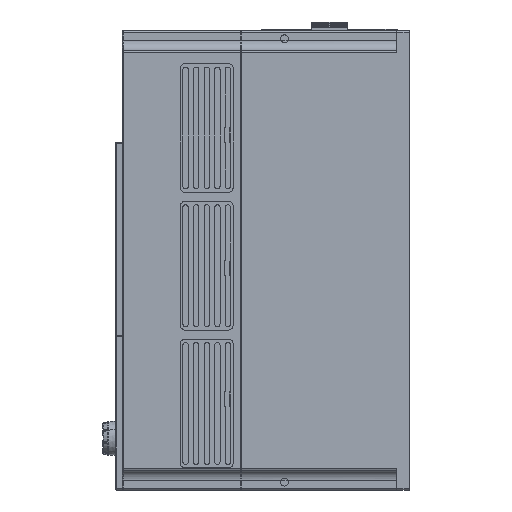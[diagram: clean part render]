
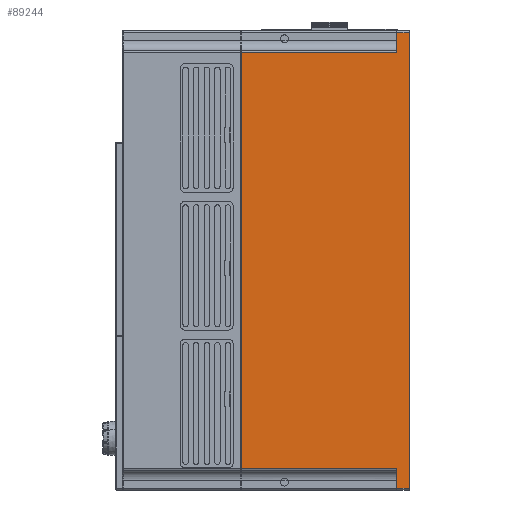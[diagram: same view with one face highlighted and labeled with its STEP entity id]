
A CAD part, left-side view. The second image highlights one B-rep face of the part: STEP entity #89244.
In plain terms, the highlighted planar face has unit normal (-1, 0, 0).
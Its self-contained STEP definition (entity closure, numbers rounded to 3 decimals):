
#3639 = VECTOR ( 'NONE', #116341, 1000. ) ;
#7255 = LINE ( 'NONE', #149539, #52033 ) ;
#8814 = VERTEX_POINT ( 'NONE', #89039 ) ;
#9689 = ORIENTED_EDGE ( 'NONE', *, *, #64864, .F. ) ;
#9768 = LINE ( 'NONE', #113690, #65894 ) ;
#12434 = LINE ( 'NONE', #53259, #3639 ) ;
#12645 = CARTESIAN_POINT ( 'NONE',  ( -80.75, 16.5, 118. ) ) ;
#14862 = LINE ( 'NONE', #147687, #88099 ) ;
#14863 = VERTEX_POINT ( 'NONE', #12645 ) ;
#15816 = VERTEX_POINT ( 'NONE', #67536 ) ;
#16332 = VERTEX_POINT ( 'NONE', #137095 ) ;
#21081 = VECTOR ( 'NONE', #66977, 1000. ) ;
#30137 = CARTESIAN_POINT ( 'NONE',  ( -80.75, -71.5, 129. ) ) ;
#31787 = EDGE_LOOP ( 'NONE', ( #86827, #63911, #98072, #101073, #120102, #90828, #44946, #9689 ) ) ;
#35365 = DIRECTION ( 'NONE',  ( 0., -1., 0. ) ) ;
#36995 = EDGE_CURVE ( 'NONE', #14863, #16332, #14862, .T. ) ;
#41709 = CARTESIAN_POINT ( 'NONE',  ( -80.75, -78.7, 129. ) ) ;
#44946 = ORIENTED_EDGE ( 'NONE', *, *, #164345, .F. ) ;
#46626 = EDGE_CURVE ( 'NONE', #147769, #16332, #9768, .T. ) ;
#47483 = CARTESIAN_POINT ( 'NONE',  ( -80.75, -78.7, -129. ) ) ;
#50207 = DIRECTION ( 'NONE',  ( 0., 0., -1. ) ) ;
#52033 = VECTOR ( 'NONE', #35365, 1000. ) ;
#53259 = CARTESIAN_POINT ( 'NONE',  ( -80.75, -71.5, -118. ) ) ;
#58812 = VERTEX_POINT ( 'NONE', #47483 ) ;
#63911 = ORIENTED_EDGE ( 'NONE', *, *, #36995, .F. ) ;
#64864 = EDGE_CURVE ( 'NONE', #147769, #129380, #7255, .T. ) ;
#65894 = VECTOR ( 'NONE', #165643, 1000. ) ;
#66721 = CARTESIAN_POINT ( 'NONE',  ( -80.75, -78.7, 129. ) ) ;
#66977 = DIRECTION ( 'NONE',  ( 0., 0., 1. ) ) ;
#67536 = CARTESIAN_POINT ( 'NONE',  ( -80.75, -71.5, -129. ) ) ;
#69472 = LINE ( 'NONE', #121454, #21081 ) ;
#69979 = CARTESIAN_POINT ( 'NONE',  ( -80.75, 0., -130. ) ) ;
#75760 = LINE ( 'NONE', #127720, #91841 ) ;
#81853 = CARTESIAN_POINT ( 'NONE',  ( -80.75, -71.5, -118. ) ) ;
#83595 = DIRECTION ( 'NONE',  ( -1., 0., 0. ) ) ;
#86827 = ORIENTED_EDGE ( 'NONE', *, *, #46626, .T. ) ;
#88099 = VECTOR ( 'NONE', #133207, 1000. ) ;
#89039 = CARTESIAN_POINT ( 'NONE',  ( -80.75, 16.5, -118. ) ) ;
#89244 = ADVANCED_FACE ( 'NONE', ( #120287 ), #119452, .T. ) ;
#90828 = ORIENTED_EDGE ( 'NONE', *, *, #123432, .T. ) ;
#91841 = VECTOR ( 'NONE', #50207, 1000. ) ;
#93623 = DIRECTION ( 'NONE',  ( 0., 0., -1. ) ) ;
#97041 = EDGE_CURVE ( 'NONE', #137499, #8814, #12434, .T. ) ;
#97238 = DIRECTION ( 'NONE',  ( 0., 0., 1. ) ) ;
#98072 = ORIENTED_EDGE ( 'NONE', *, *, #168146, .F. ) ;
#100055 = EDGE_CURVE ( 'NONE', #137499, #15816, #75760, .T. ) ;
#101073 = ORIENTED_EDGE ( 'NONE', *, *, #97041, .F. ) ;
#105646 = CARTESIAN_POINT ( 'NONE',  ( -80.75, -71.5, -129. ) ) ;
#113690 = CARTESIAN_POINT ( 'NONE',  ( -80.75, -71.5, 129. ) ) ;
#116341 = DIRECTION ( 'NONE',  ( 0., 1., 0. ) ) ;
#117560 = DIRECTION ( 'NONE',  ( 0., -1., 0. ) ) ;
#119452 = PLANE ( 'NONE',  #146563 ) ;
#120102 = ORIENTED_EDGE ( 'NONE', *, *, #100055, .T. ) ;
#120287 = FACE_OUTER_BOUND ( 'NONE', #31787, .T. ) ;
#121454 = CARTESIAN_POINT ( 'NONE',  ( -80.75, 16.5, -118. ) ) ;
#121840 = VECTOR ( 'NONE', #93623, 1000. ) ;
#123432 = EDGE_CURVE ( 'NONE', #15816, #58812, #144815, .T. ) ;
#127720 = CARTESIAN_POINT ( 'NONE',  ( -80.75, -71.5, -118. ) ) ;
#129380 = VERTEX_POINT ( 'NONE', #66721 ) ;
#133207 = DIRECTION ( 'NONE',  ( 0., -1., 0. ) ) ;
#137095 = CARTESIAN_POINT ( 'NONE',  ( -80.75, -71.5, 118. ) ) ;
#137499 = VERTEX_POINT ( 'NONE', #81853 ) ;
#144815 = LINE ( 'NONE', #105646, #155539 ) ;
#145602 = LINE ( 'NONE', #41709, #121840 ) ;
#146563 = AXIS2_PLACEMENT_3D ( 'NONE', #69979, #83595, #97238 ) ;
#147687 = CARTESIAN_POINT ( 'NONE',  ( -80.75, 16.5, 118. ) ) ;
#147769 = VERTEX_POINT ( 'NONE', #30137 ) ;
#149539 = CARTESIAN_POINT ( 'NONE',  ( -80.75, -71.5, 129. ) ) ;
#155539 = VECTOR ( 'NONE', #117560, 1000. ) ;
#164345 = EDGE_CURVE ( 'NONE', #129380, #58812, #145602, .T. ) ;
#165643 = DIRECTION ( 'NONE',  ( 0., 0., -1. ) ) ;
#168146 = EDGE_CURVE ( 'NONE', #8814, #14863, #69472, .T. ) ;
